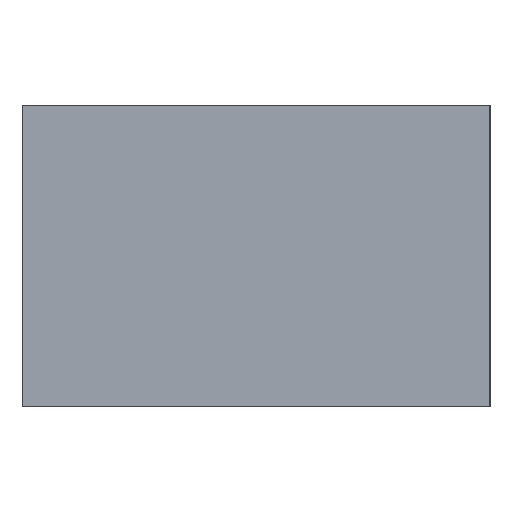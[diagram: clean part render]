
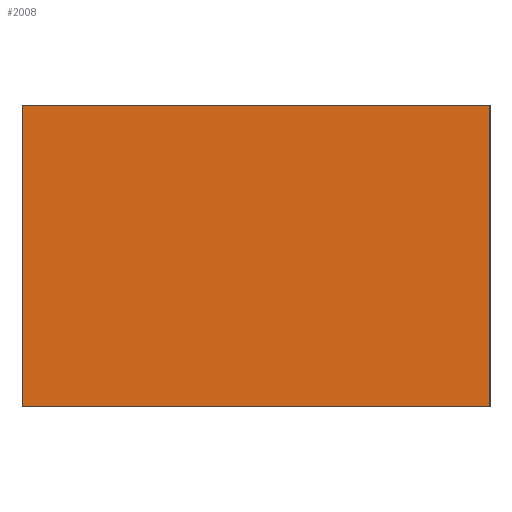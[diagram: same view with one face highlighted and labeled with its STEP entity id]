
A CAD part, left-side view. The second image highlights one B-rep face of the part: STEP entity #2008.
In plain terms, the highlighted planar face has unit normal (-1, 0, 0).
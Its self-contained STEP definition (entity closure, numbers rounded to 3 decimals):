
#155=ORIENTED_EDGE('',*,*,#554,.T.);
#156=ORIENTED_EDGE('',*,*,#524,.F.);
#157=ORIENTED_EDGE('',*,*,#555,.T.);
#158=ORIENTED_EDGE('',*,*,#556,.T.);
#524=EDGE_CURVE('',#723,#718,#854,.T.);
#554=EDGE_CURVE('',#753,#718,#875,.T.);
#555=EDGE_CURVE('',#723,#754,#876,.T.);
#556=EDGE_CURVE('',#754,#753,#877,.T.);
#718=VERTEX_POINT('',#2628);
#723=VERTEX_POINT('',#2638);
#753=VERTEX_POINT('',#2755);
#754=VERTEX_POINT('',#2757);
#854=LINE('',#2639,#1016);
#875=LINE('',#2754,#1037);
#876=LINE('',#2756,#1038);
#877=LINE('',#2758,#1039);
#1016=VECTOR('',#2213,1000.);
#1037=VECTOR('',#2248,1000.);
#1038=VECTOR('',#2249,1000.);
#1039=VECTOR('',#2250,1000.);
#1162=EDGE_LOOP('',(#155,#156,#157,#158));
#1268=FACE_BOUND('',#1162,.T.);
#1362=PLANE('',#2102);
#2008=ADVANCED_FACE('',(#1268),#1362,.F.);
#2102=AXIS2_PLACEMENT_3D('',#2753,#2246,#2247);
#2213=DIRECTION('',(0.,0.,-1.));
#2246=DIRECTION('',(1.,0.,0.));
#2247=DIRECTION('',(0.,0.,-1.));
#2248=DIRECTION('',(0.,-1.,0.));
#2249=DIRECTION('',(0.,1.,0.));
#2250=DIRECTION('',(0.,0.,-1.));
#2628=CARTESIAN_POINT('',(-52.5,-25.,0.));
#2638=CARTESIAN_POINT('',(-52.5,-25.,32.1));
#2639=CARTESIAN_POINT('',(-52.5,-25.,15.));
#2753=CARTESIAN_POINT('',(-52.5,25.,15.));
#2754=CARTESIAN_POINT('',(-52.5,25.,0.));
#2755=CARTESIAN_POINT('',(-52.5,25.,0.));
#2756=CARTESIAN_POINT('',(-52.5,-25.,32.1));
#2757=CARTESIAN_POINT('',(-52.5,25.,32.1));
#2758=CARTESIAN_POINT('',(-52.5,25.,15.));
